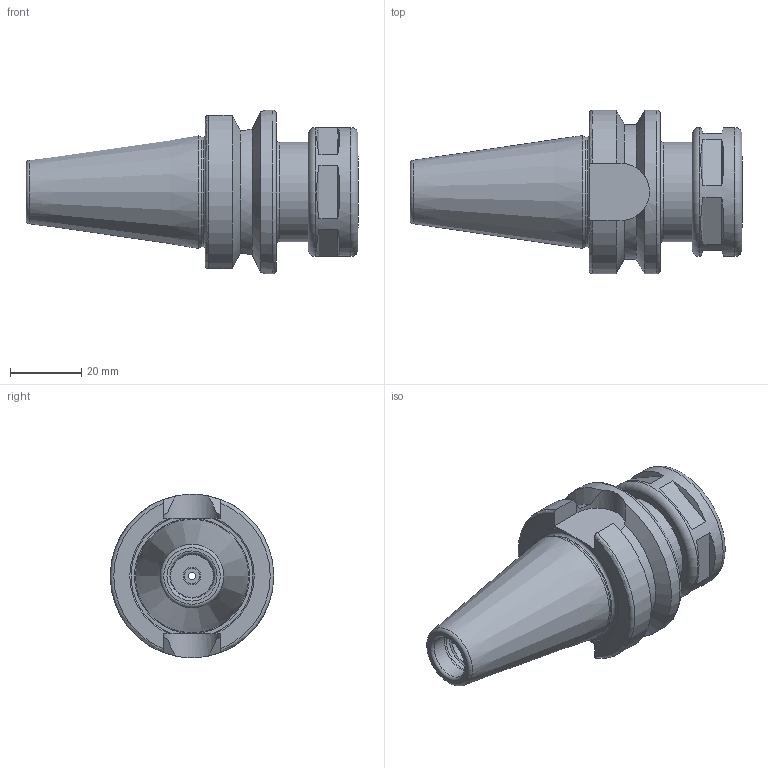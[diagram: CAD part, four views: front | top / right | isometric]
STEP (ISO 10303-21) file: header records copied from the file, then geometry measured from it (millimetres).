
FILE_DESCRIPTION((''),'2;1');
FILE_NAME('254010116045-3D.stp','2020-04-13T13:15:59',('nttooll'),(''),'Autodesk Inventor 2012','Autodesk Inventor 2012','');
FILE_SCHEMA(('AUTOMOTIVE_DESIGN { 1 0 10303 214 1 1 1 1 }'));
Length unit declared in the file: millimetre
Products named in the file (1): 254010116045-3D
Bounding box: 93.4 x 46 x 46 mm (x, y, z)
Volume: 51939.8 mm3; surface area: 19411.9 mm2
Topology: 1 solids, 1 shells, 99 faces, 205 edges, 129 vertices
Faces by surface type: plane 44, cylinder 27, cone 18, torus 10
Full cylindrical faces by diameter (mm): 2 x1, 4.5 x1, 5 x1, 12 x1, 12.5 x1, 12.8 x1, 12.9 x1, 13.319 x1, 15.8 x1, 15.9 x1, 17 x2, 17.5 x1, 20 x1, 22.1 x1, 24.5 x1, 28 x2, 30.8 x1, 36.3 x1, 46 x1
Entity records: 2478 total; most frequent: CARTESIAN_POINT 508, DIRECTION 422, ORIENTED_EDGE 320, AXIS2_PLACEMENT_3D 188, EDGE_LOOP 164, EDGE_CURVE 160, VERTEX_POINT 126, FACE_OUTER_BOUND 99
